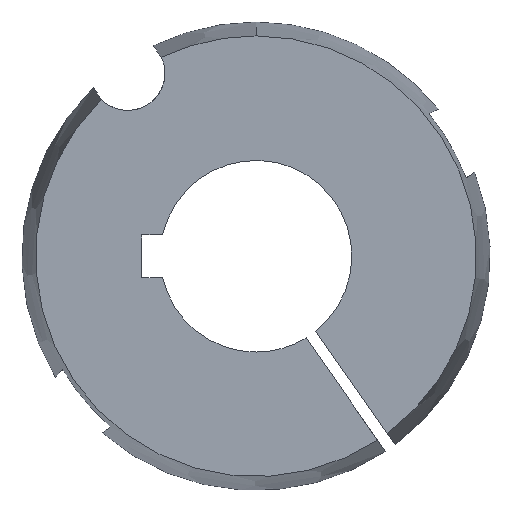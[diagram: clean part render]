
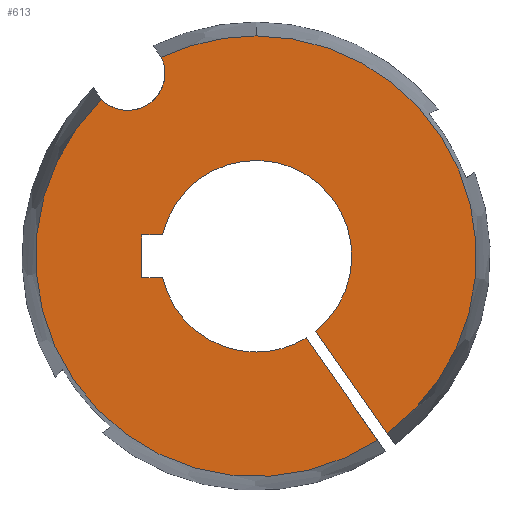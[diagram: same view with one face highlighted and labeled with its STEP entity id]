
A CAD part, left-side view. The second image highlights one B-rep face of the part: STEP entity #613.
In plain terms, the highlighted planar face has unit normal (-1, 0, 0).
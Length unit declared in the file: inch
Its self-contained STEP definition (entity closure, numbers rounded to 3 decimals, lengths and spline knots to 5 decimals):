
#7 = CARTESIAN_POINT ( 'NONE',  ( -1.25, 0., 0. ) ) ;
#15 = VERTEX_POINT ( 'NONE', #322 ) ;
#18 = CARTESIAN_POINT ( 'NONE',  ( -1.25, 0.54844, -0.125 ) ) ;
#24 = ORIENTED_EDGE ( 'NONE', *, *, #850, .T. ) ;
#30 = EDGE_CURVE ( 'NONE', #150, #560, #853, .T. ) ;
#42 = CARTESIAN_POINT ( 'NONE',  ( -1.25, -0.76026, -1.1457 ) ) ;
#45 = DIRECTION ( 'NONE',  ( 0., -0.574, -0.819 ) ) ;
#65 = ORIENTED_EDGE ( 'NONE', *, *, #697, .T. ) ;
#67 = CARTESIAN_POINT ( 'NONE',  ( -1.25, 0.67162, -0.125 ) ) ;
#75 = DIRECTION ( 'NONE',  ( 0., 0., -1. ) ) ;
#77 = DIRECTION ( 'NONE',  ( -1., 0., 0. ) ) ;
#89 = PLANE ( 'NONE',  #307 ) ;
#99 = DIRECTION ( 'NONE',  ( 1., 0., 0. ) ) ;
#101 = EDGE_CURVE ( 'NONE', #633, #721, #786, .T. ) ;
#118 = VERTEX_POINT ( 'NONE', #796 ) ;
#119 = AXIS2_PLACEMENT_3D ( 'NONE', #737, #345, #807 ) ;
#124 = LINE ( 'NONE', #748, #168 ) ;
#129 = ORIENTED_EDGE ( 'NONE', *, *, #101, .T. ) ;
#131 = CARTESIAN_POINT ( 'NONE',  ( -1.25, 0., 0. ) ) ;
#150 = VERTEX_POINT ( 'NONE', #470 ) ;
#151 = VERTEX_POINT ( 'NONE', #67 ) ;
#166 = EDGE_CURVE ( 'NONE', #679, #151, #124, .T. ) ;
#168 = VECTOR ( 'NONE', #493, 39.37008 ) ;
#174 = AXIS2_PLACEMENT_3D ( 'NONE', #821, #430, #463 ) ;
#180 = VERTEX_POINT ( 'NONE', #359 ) ;
#196 = VERTEX_POINT ( 'NONE', #283 ) ;
#197 = DIRECTION ( 'NONE',  ( 0., 0., -1. ) ) ;
#204 = AXIS2_PLACEMENT_3D ( 'NONE', #311, #776, #286 ) ;
#221 = CIRCLE ( 'NONE', #533, 0.21875 ) ;
#228 = ORIENTED_EDGE ( 'NONE', *, *, #272, .T. ) ;
#234 = CARTESIAN_POINT ( 'NONE',  ( -1.25, 0.54662, -0.125 ) ) ;
#248 = EDGE_CURVE ( 'NONE', #795, #150, #271, .T. ) ;
#253 = LINE ( 'NONE', #382, #362 ) ;
#268 = CARTESIAN_POINT ( 'NONE',  ( -1.25, -0.76994, -1.03965 ) ) ;
#271 = CIRCLE ( 'NONE', #566, 0.5625 ) ;
#272 = EDGE_CURVE ( 'NONE', #118, #180, #497, .T. ) ;
#283 = CARTESIAN_POINT ( 'NONE',  ( -1.25, 0.54844, 0.125 ) ) ;
#286 = DIRECTION ( 'NONE',  ( 0., 0., -1. ) ) ;
#291 = ORIENTED_EDGE ( 'NONE', *, *, #30, .T. ) ;
#293 = VERTEX_POINT ( 'NONE', #268 ) ;
#298 = EDGE_LOOP ( 'NONE', ( #478, #129, #65, #540, #228, #727, #648, #291, #522, #713, #353, #24, #849 ) ) ;
#307 = AXIS2_PLACEMENT_3D ( 'NONE', #625, #831, #438 ) ;
#310 = CARTESIAN_POINT ( 'NONE',  ( -1.25, 0.75282, 1.07514 ) ) ;
#311 = CARTESIAN_POINT ( 'NONE',  ( -1.25, 0., 0. ) ) ;
#322 = CARTESIAN_POINT ( 'NONE',  ( -1.25, -0.35019, -0.4402 ) ) ;
#345 = DIRECTION ( 'NONE',  ( 1., 0., 0. ) ) ;
#353 = ORIENTED_EDGE ( 'NONE', *, *, #784, .T. ) ;
#359 = CARTESIAN_POINT ( 'NONE',  ( -1.25, -0.71362, -1.07909 ) ) ;
#362 = VECTOR ( 'NONE', #45, 39.37008 ) ;
#365 = VERTEX_POINT ( 'NONE', #471 ) ;
#374 = CARTESIAN_POINT ( 'NONE',  ( -1.25, 0.55504, 1.1686 ) ) ;
#382 = CARTESIAN_POINT ( 'NONE',  ( -1.25, 0.04556, 0.125 ) ) ;
#383 = DIRECTION ( 'NONE',  ( 0., 0., -1. ) ) ;
#409 = EDGE_CURVE ( 'NONE', #15, #293, #253, .T. ) ;
#422 = FACE_OUTER_BOUND ( 'NONE', #298, .T. ) ;
#430 = DIRECTION ( 'NONE',  ( -1., 0., 0. ) ) ;
#438 = DIRECTION ( 'NONE',  ( 0., 0., -1. ) ) ;
#442 = LINE ( 'NONE', #234, #749 ) ;
#463 = DIRECTION ( 'NONE',  ( 0., 0., -1. ) ) ;
#470 = CARTESIAN_POINT ( 'NONE',  ( -1.25, 0., -0.5625 ) ) ;
#471 = CARTESIAN_POINT ( 'NONE',  ( -1.25, 0.75282, 0.85639 ) ) ;
#477 = CIRCLE ( 'NONE', #119, 0.5625 ) ;
#478 = ORIENTED_EDGE ( 'NONE', *, *, #610, .T. ) ;
#482 = DIRECTION ( 'NONE',  ( 1., 0., 0. ) ) ;
#485 = CARTESIAN_POINT ( 'NONE',  ( -1.25, 0., 0. ) ) ;
#489 = AXIS2_PLACEMENT_3D ( 'NONE', #310, #775, #383 ) ;
#493 = DIRECTION ( 'NONE',  ( 0., 0., -1. ) ) ;
#497 = CIRCLE ( 'NONE', #736, 1.29371 ) ;
#503 = CARTESIAN_POINT ( 'NONE',  ( -1.25, 0.75282, 1.07514 ) ) ;
#507 = CIRCLE ( 'NONE', #174, 1.29371 ) ;
#515 = DIRECTION ( 'NONE',  ( 0., 0.574, 0.819 ) ) ;
#522 = ORIENTED_EDGE ( 'NONE', *, *, #626, .T. ) ;
#533 = AXIS2_PLACEMENT_3D ( 'NONE', #503, #99, #573 ) ;
#540 = ORIENTED_EDGE ( 'NONE', *, *, #673, .T. ) ;
#550 = DIRECTION ( 'NONE',  ( 0., 0., -1. ) ) ;
#560 = VERTEX_POINT ( 'NONE', #18 ) ;
#566 = AXIS2_PLACEMENT_3D ( 'NONE', #7, #482, #75 ) ;
#573 = DIRECTION ( 'NONE',  ( 0., 0., -1. ) ) ;
#601 = DIRECTION ( 'NONE',  ( 1., 0., 0. ) ) ;
#610 = EDGE_CURVE ( 'NONE', #293, #633, #507, .T. ) ;
#613 = ADVANCED_FACE ( 'NONE', ( #422 ), #89, .F. ) ;
#625 = CARTESIAN_POINT ( 'NONE',  ( -1.25, 0., 0. ) ) ;
#626 = EDGE_CURVE ( 'NONE', #560, #151, #442, .T. ) ;
#633 = VERTEX_POINT ( 'NONE', #835 ) ;
#635 = DIRECTION ( 'NONE',  ( 0., -1., 0. ) ) ;
#637 = DIRECTION ( 'NONE',  ( 0., 1., 0. ) ) ;
#647 = CARTESIAN_POINT ( 'NONE',  ( -1.25, 0.67162, 0.125 ) ) ;
#648 = ORIENTED_EDGE ( 'NONE', *, *, #248, .T. ) ;
#663 = VECTOR ( 'NONE', #635, 39.37008 ) ;
#673 = EDGE_CURVE ( 'NONE', #365, #118, #773, .T. ) ;
#679 = VERTEX_POINT ( 'NONE', #647 ) ;
#696 = CARTESIAN_POINT ( 'NONE',  ( -1.25, -0.29388, -0.47963 ) ) ;
#697 = EDGE_CURVE ( 'NONE', #721, #365, #221, .T. ) ;
#713 = ORIENTED_EDGE ( 'NONE', *, *, #166, .F. ) ;
#721 = VERTEX_POINT ( 'NONE', #374 ) ;
#727 = ORIENTED_EDGE ( 'NONE', *, *, #740, .T. ) ;
#736 = AXIS2_PLACEMENT_3D ( 'NONE', #485, #77, #550 ) ;
#737 = CARTESIAN_POINT ( 'NONE',  ( -1.25, 0., 0. ) ) ;
#740 = EDGE_CURVE ( 'NONE', #180, #795, #792, .T. ) ;
#742 = LINE ( 'NONE', #830, #663 ) ;
#748 = CARTESIAN_POINT ( 'NONE',  ( -1.25, 0.67162, 0.125 ) ) ;
#749 = VECTOR ( 'NONE', #637, 39.37008 ) ;
#773 = CIRCLE ( 'NONE', #489, 0.21875 ) ;
#775 = DIRECTION ( 'NONE',  ( 1., 0., 0. ) ) ;
#776 = DIRECTION ( 'NONE',  ( -1., 0., 0. ) ) ;
#780 = VECTOR ( 'NONE', #515, 39.37008 ) ;
#784 = EDGE_CURVE ( 'NONE', #679, #196, #742, .T. ) ;
#786 = CIRCLE ( 'NONE', #204, 1.29371 ) ;
#792 = LINE ( 'NONE', #42, #780 ) ;
#795 = VERTEX_POINT ( 'NONE', #696 ) ;
#796 = CARTESIAN_POINT ( 'NONE',  ( -1.25, 0.90829, 0.92125 ) ) ;
#807 = DIRECTION ( 'NONE',  ( 0., 0., -1. ) ) ;
#821 = CARTESIAN_POINT ( 'NONE',  ( -1.25, 0., 0. ) ) ;
#830 = CARTESIAN_POINT ( 'NONE',  ( -1.25, 0.54662, 0.125 ) ) ;
#831 = DIRECTION ( 'NONE',  ( 1., 0., 0. ) ) ;
#835 = CARTESIAN_POINT ( 'NONE',  ( -1.25, 0., 1.29371 ) ) ;
#848 = AXIS2_PLACEMENT_3D ( 'NONE', #131, #601, #197 ) ;
#849 = ORIENTED_EDGE ( 'NONE', *, *, #409, .T. ) ;
#850 = EDGE_CURVE ( 'NONE', #196, #15, #477, .T. ) ;
#853 = CIRCLE ( 'NONE', #848, 0.5625 ) ;
